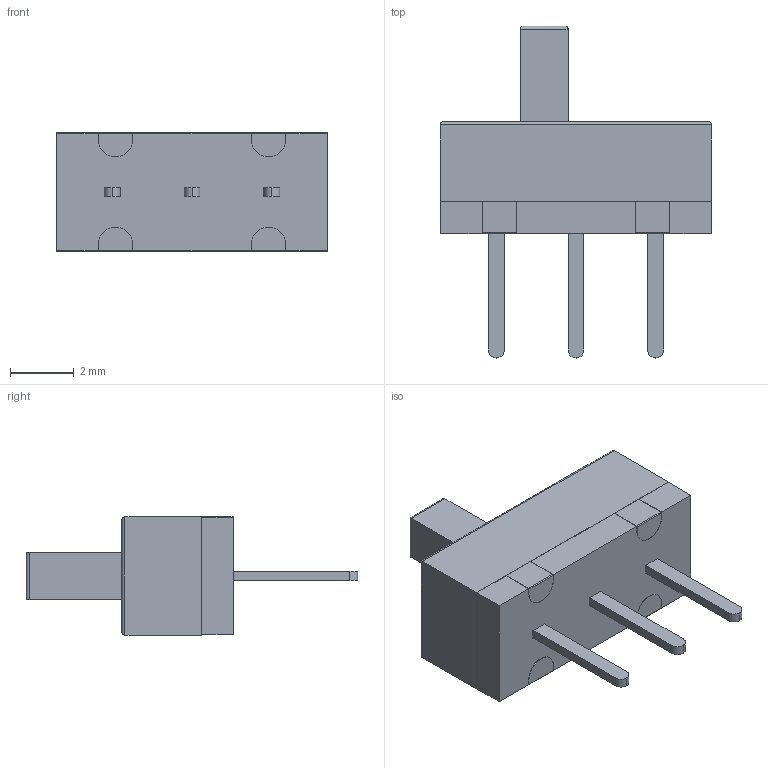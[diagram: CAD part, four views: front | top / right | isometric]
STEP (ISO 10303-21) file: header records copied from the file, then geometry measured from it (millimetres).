
FILE_DESCRIPTION (( 'STEP AP214' ), '1' );
FILE_NAME ('SS-12D00G3.STEP', '2021-06-07T14:10:36', ( '' ), ( '' ), 'SwSTEP 2.0', 'SolidWorks 2020', '' );
FILE_SCHEMA (( 'AUTOMOTIVE_DESIGN' ));
Length unit declared in the file: millimetre
Products named in the file (1): SS-12D00G3
Bounding box: 8.5 x 10.4 x 3.7 mm (x, y, z)
Volume: 117.7 mm3; surface area: 184.7 mm2
Topology: 1 solids, 1 shells, 80 faces, 195 edges, 121 vertices
Faces by surface type: plane 56, cylinder 24
Entity records: 3021 total; most frequent: CARTESIAN_POINT 439, ORIENTED_EDGE 390, DIRECTION 379, EDGE_CURVE 195, LINE 145, VECTOR 145, VERTEX_POINT 121, AXIS2_PLACEMENT_3D 117
